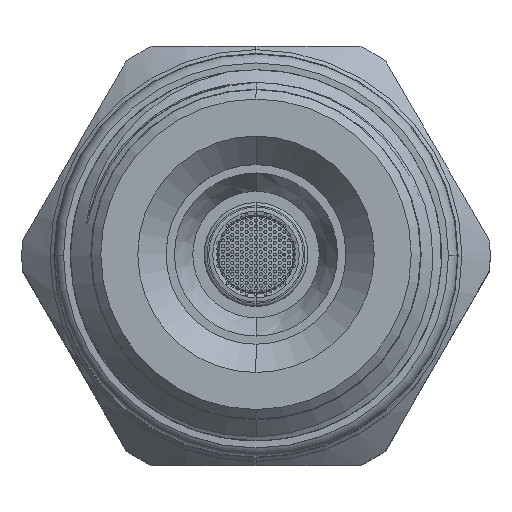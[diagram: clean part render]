
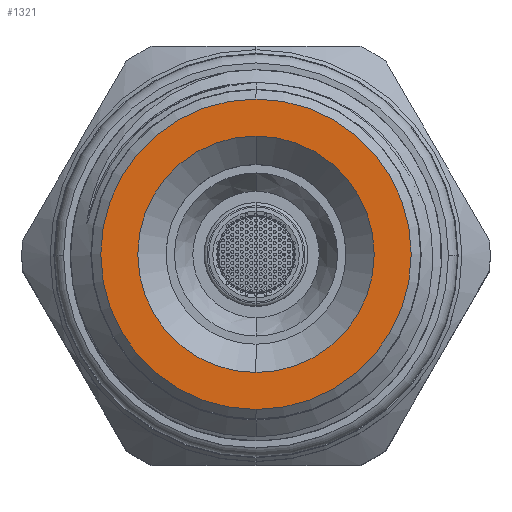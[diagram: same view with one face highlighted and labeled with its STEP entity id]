
A CAD part, top view. The second image highlights one B-rep face of the part: STEP entity #1321.
In plain terms, the highlighted planar face has unit normal (0, 0, 1).
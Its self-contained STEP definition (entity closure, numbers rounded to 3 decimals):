
#972 = EDGE_CURVE ( 'NONE', #17265, #17259, #17750, .T. ) ;
#974 = EDGE_CURVE ( 'NONE', #17335, #17257, #17751, .T. ) ;
#1321 = ADVANCED_FACE ( 'NONE', ( #18100, #18107 ), #45777, .F. ) ;
#4325 = EDGE_CURVE ( 'NONE', #17257, #17335, #7959, .T. ) ;
#4327 = EDGE_CURVE ( 'NONE', #17259, #17265, #7958, .T. ) ;
#6064 = AXIS2_PLACEMENT_3D ( 'NONE', #43550, #43551, #43552 ) ;
#6066 = AXIS2_PLACEMENT_3D ( 'NONE', #43555, #43556, #43557 ) ;
#6428 = AXIS2_PLACEMENT_3D ( 'NONE', #45779, #45783, #45784 ) ;
#7739 = AXIS2_PLACEMENT_3D ( 'NONE', #11530, #11531, #11532 ) ;
#7741 = AXIS2_PLACEMENT_3D ( 'NONE', #11533, #11534, #11536 ) ;
#7958 = CIRCLE ( 'NONE', #7741, 6.265 ) ;
#7959 = CIRCLE ( 'NONE', #7739, 8.225 ) ;
#9938 = ORIENTED_EDGE ( 'NONE', *, *, #4325, .T. ) ;
#9939 = ORIENTED_EDGE ( 'NONE', *, *, #974, .T. ) ;
#9940 = ORIENTED_EDGE ( 'NONE', *, *, #4327, .F. ) ;
#9941 = ORIENTED_EDGE ( 'NONE', *, *, #972, .F. ) ;
#11530 = CARTESIAN_POINT ( 'NONE',  ( 0., 0., 45.29 ) ) ;
#11531 = DIRECTION ( 'NONE',  ( 0., 0., 1. ) ) ;
#11532 = DIRECTION ( 'NONE',  ( 0., -1., 0. ) ) ;
#11533 = CARTESIAN_POINT ( 'NONE',  ( 0., 0., 45.29 ) ) ;
#11534 = DIRECTION ( 'NONE',  ( 0., 0., 1. ) ) ;
#11536 = DIRECTION ( 'NONE',  ( 0., 1., 0. ) ) ;
#12653 = EDGE_LOOP ( 'NONE', ( #9940, #9941 ) ) ;
#12654 = EDGE_LOOP ( 'NONE', ( #9938, #9939 ) ) ;
#17257 = VERTEX_POINT ( 'NONE', #37361 ) ;
#17259 = VERTEX_POINT ( 'NONE', #37363 ) ;
#17265 = VERTEX_POINT ( 'NONE', #37369 ) ;
#17335 = VERTEX_POINT ( 'NONE', #37482 ) ;
#17750 = CIRCLE ( 'NONE', #6064, 6.265 ) ;
#17751 = CIRCLE ( 'NONE', #6066, 8.225 ) ;
#18100 = FACE_OUTER_BOUND ( 'NONE', #12654, .T. ) ;
#18107 = FACE_BOUND ( 'NONE', #12653, .T. ) ;
#37361 = CARTESIAN_POINT ( 'NONE',  ( 0., -8.225, 45.29 ) ) ;
#37363 = CARTESIAN_POINT ( 'NONE',  ( 0., 6.265, 45.29 ) ) ;
#37369 = CARTESIAN_POINT ( 'NONE',  ( 0., -6.265, 45.29 ) ) ;
#37482 = CARTESIAN_POINT ( 'NONE',  ( 0., 8.225, 45.29 ) ) ;
#43550 = CARTESIAN_POINT ( 'NONE',  ( 0., 0., 45.29 ) ) ;
#43551 = DIRECTION ( 'NONE',  ( 0., 0., 1. ) ) ;
#43552 = DIRECTION ( 'NONE',  ( 0., 1., 0. ) ) ;
#43555 = CARTESIAN_POINT ( 'NONE',  ( 0., 0., 45.29 ) ) ;
#43556 = DIRECTION ( 'NONE',  ( 0., 0., 1. ) ) ;
#43557 = DIRECTION ( 'NONE',  ( 0., -1., 0. ) ) ;
#45777 = PLANE ( 'NONE',  #6428 ) ;
#45779 = CARTESIAN_POINT ( 'NONE',  ( 0., 0., 45.29 ) ) ;
#45783 = DIRECTION ( 'NONE',  ( 0., 0., -1. ) ) ;
#45784 = DIRECTION ( 'NONE',  ( 0., -1., 0. ) ) ;
